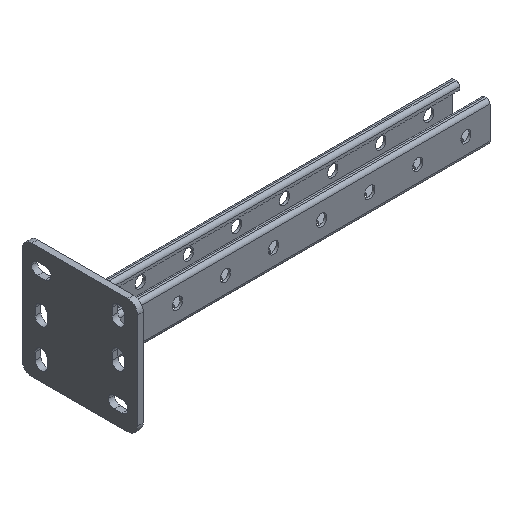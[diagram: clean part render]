
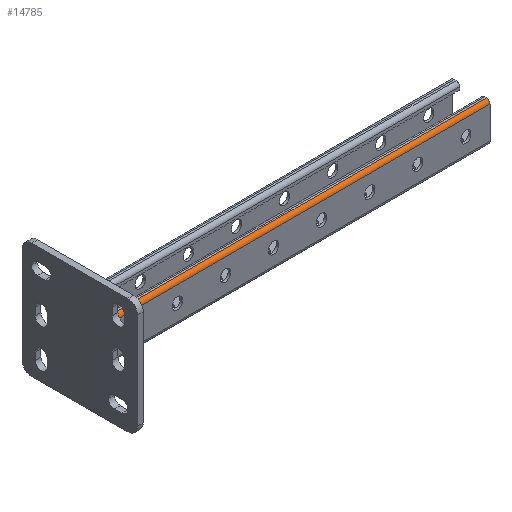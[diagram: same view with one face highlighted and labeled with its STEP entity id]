
A CAD part, isometric view. The second image highlights one B-rep face of the part: STEP entity #14785.
In plain terms, the highlighted cylindrical face has radius 3.75 mm (diameter 7.5 mm), a partial arc.
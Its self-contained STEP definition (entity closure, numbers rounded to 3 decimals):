
#3 = CARTESIAN_POINT ( 'NONE',  ( 16.75, 41., -200. ) ) ;
#357 = CARTESIAN_POINT ( 'NONE',  ( 20.5, 37.25, -400. ) ) ;
#1202 = CIRCLE ( 'NONE', #16313, 3.75 ) ;
#1238 = CARTESIAN_POINT ( 'NONE',  ( 16.75, 41., 0. ) ) ;
#4649 = ORIENTED_EDGE ( 'NONE', *, *, #15658, .F. ) ;
#4721 = VERTEX_POINT ( 'NONE', #1238 ) ;
#5271 = ORIENTED_EDGE ( 'NONE', *, *, #21557, .T. ) ;
#5599 = VERTEX_POINT ( 'NONE', #357 ) ;
#5621 = EDGE_LOOP ( 'NONE', ( #6701, #4649, #7655, #5271 ) ) ;
#5679 = CARTESIAN_POINT ( 'NONE',  ( 16.75, 41., -400. ) ) ;
#6048 = VERTEX_POINT ( 'NONE', #14313 ) ;
#6588 = DIRECTION ( 'NONE',  ( 0., 0., 1. ) ) ;
#6701 = ORIENTED_EDGE ( 'NONE', *, *, #21274, .F. ) ;
#7655 = ORIENTED_EDGE ( 'NONE', *, *, #17513, .T. ) ;
#8559 = DIRECTION ( 'NONE',  ( 0., 0., 1. ) ) ;
#8817 = CARTESIAN_POINT ( 'NONE',  ( 20.5, 37.25, -200. ) ) ;
#12094 = CARTESIAN_POINT ( 'NONE',  ( 16.75, 37.25, -400. ) ) ;
#12358 = DIRECTION ( 'NONE',  ( -1., 0., 0. ) ) ;
#13728 = FACE_OUTER_BOUND ( 'NONE', #5621, .T. ) ;
#14019 = CIRCLE ( 'NONE', #26359, 3.75 ) ;
#14313 = CARTESIAN_POINT ( 'NONE',  ( 20.5, 37.25, 0. ) ) ;
#14785 = ADVANCED_FACE ( 'NONE', ( #13728 ), #22233, .T. ) ;
#15389 = LINE ( 'NONE', #3, #16380 ) ;
#15658 = EDGE_CURVE ( 'NONE', #5599, #6048, #16961, .T. ) ;
#16313 = AXIS2_PLACEMENT_3D ( 'NONE', #26538, #17905, #22270 ) ;
#16380 = VECTOR ( 'NONE', #20892, 1000. ) ;
#16961 = LINE ( 'NONE', #8817, #20535 ) ;
#17513 = EDGE_CURVE ( 'NONE', #5599, #21881, #14019, .T. ) ;
#17905 = DIRECTION ( 'NONE',  ( 0., 0., 1. ) ) ;
#19508 = CARTESIAN_POINT ( 'NONE',  ( 16.75, 37.25, -200. ) ) ;
#20535 = VECTOR ( 'NONE', #6588, 1000. ) ;
#20678 = DIRECTION ( 'NONE',  ( 0., 0., 1. ) ) ;
#20892 = DIRECTION ( 'NONE',  ( 0., 0., 1. ) ) ;
#21142 = DIRECTION ( 'NONE',  ( -1., 0., 0. ) ) ;
#21274 = EDGE_CURVE ( 'NONE', #6048, #4721, #1202, .T. ) ;
#21557 = EDGE_CURVE ( 'NONE', #21881, #4721, #15389, .T. ) ;
#21881 = VERTEX_POINT ( 'NONE', #5679 ) ;
#22233 = CYLINDRICAL_SURFACE ( 'NONE', #23894, 3.75 ) ;
#22270 = DIRECTION ( 'NONE',  ( -1., 0., 0. ) ) ;
#23894 = AXIS2_PLACEMENT_3D ( 'NONE', #19508, #8559, #21142 ) ;
#26359 = AXIS2_PLACEMENT_3D ( 'NONE', #12094, #20678, #12358 ) ;
#26538 = CARTESIAN_POINT ( 'NONE',  ( 16.75, 37.25, 0. ) ) ;
